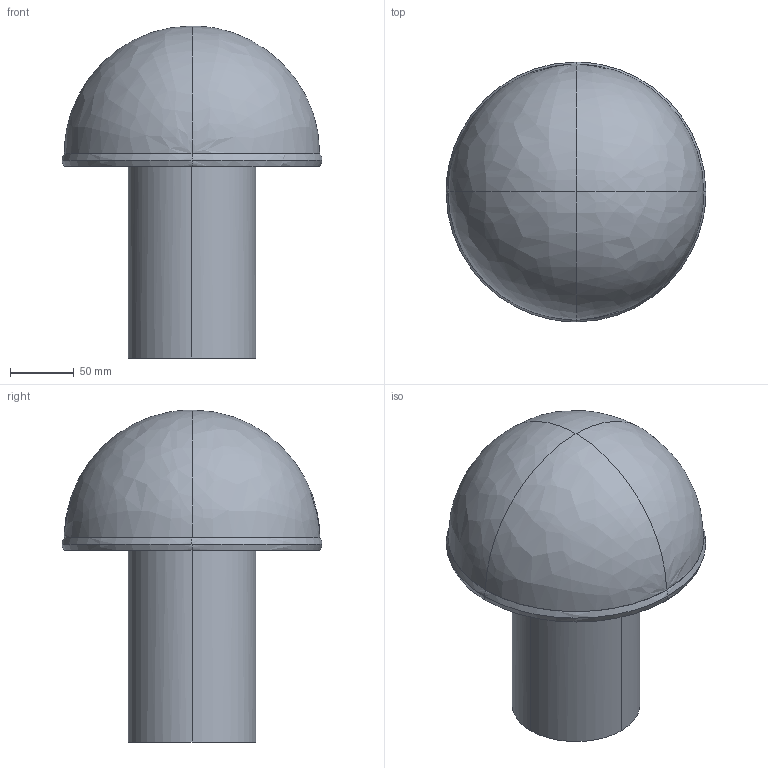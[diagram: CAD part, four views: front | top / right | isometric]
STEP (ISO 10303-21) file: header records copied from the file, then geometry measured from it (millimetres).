
FILE_DESCRIPTION(/* description */ (''),/* implementation_level */ '2;1');
FILE_NAME(/* name */ 'Onfale_Tavolo_3D',/* time_stamp */ '2011-11-15T16:52:42+01:00',/* author */ (''),/* organization */ (''),/* preprocessor_version */ 'ST-DEVELOPER v10',/* originating_system */ '',/* authorisation */ '');
FILE_SCHEMA (('CONFIG_CONTROL_DESIGN'));
Length unit declared in the file: millimetre
Products named in the file (1): 1
Bounding box: 203.51 x 203.51 x 260 mm (x, y, z)
Volume: 833016.2 mm3; surface area: 330405.2 mm2
Topology: 4 solids, 4 shells, 48 faces, 111 edges, 66 vertices
Faces by surface type: bspline 40, plane 8
Entity records: 2220 total; most frequent: CARTESIAN_POINT 1536, ORIENTED_EDGE 206, EDGE_CURVE 103, VERTEX_POINT 66, EDGE_LOOP 53, ADVANCED_FACE 48, FACE_OUTER_BOUND 48, B_SPLINE_CURVE_WITH_KNOTS 33
